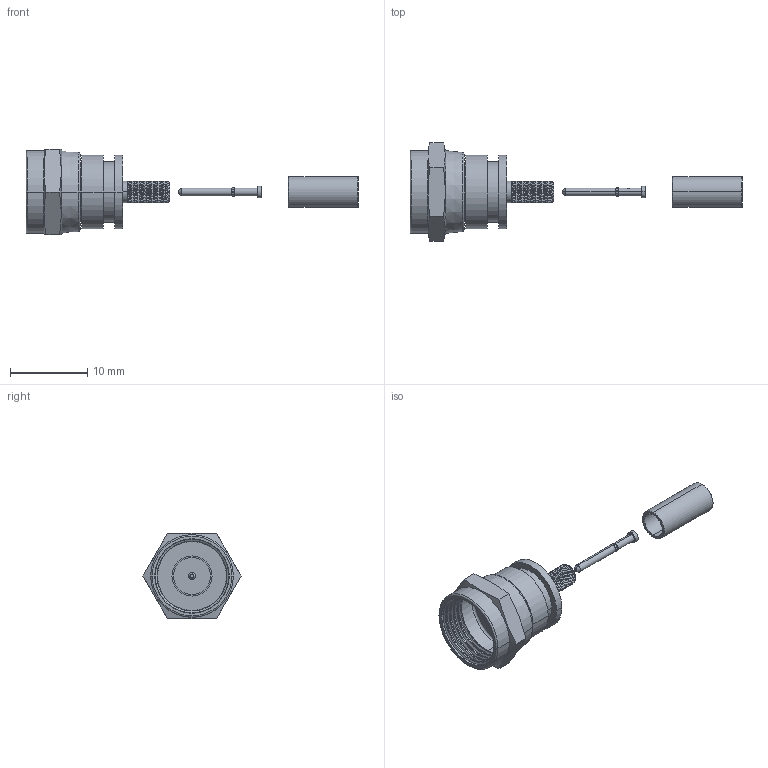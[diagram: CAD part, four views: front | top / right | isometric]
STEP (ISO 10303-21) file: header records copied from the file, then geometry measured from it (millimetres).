
FILE_DESCRIPTION (( 'STEP AP214' ), '1' );
FILE_NAME ('BAC538.STEP', '2019-04-03T16:28:35', ( '' ), ( '' ), 'SwSTEP 2.0', 'SolidWorks 2018', '' );
FILE_SCHEMA (( 'AUTOMOTIVE_DESIGN' ));
Length unit declared in the file: millimetre
Products named in the file (4): BAC538; 1AB13-012-MA2___; 1AB13-012-MA1___; 1AB13-012-MA3___
Assembly tree (3 placements, depth 2):
  BAC538
    1AB13-012-MA1___
    1AB13-012-MA2___
    1AB13-012-MA3___
Bounding box: 42.95 x 12.7 x 11 mm (x, y, z)
Volume: 666.7 mm3; surface area: 1317.4 mm2
Topology: 3 solids, 3 shells, 866 faces, 1833 edges, 983 vertices
Faces by surface type: bspline 576, cylinder 157, plane 61, cone 46, torus 26
Entity records: 26254 total; most frequent: CARTESIAN_POINT 13834, ORIENTED_EDGE 3662, EDGE_CURVE 1831, DIRECTION 1199, VERTEX_POINT 983, EDGE_LOOP 884, FACE_OUTER_BOUND 866, ADVANCED_FACE 866
